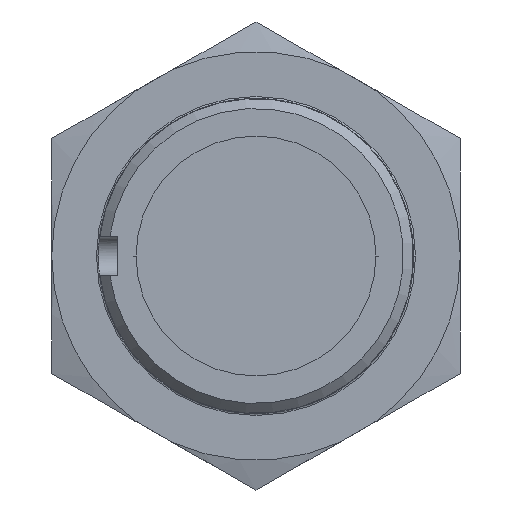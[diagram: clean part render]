
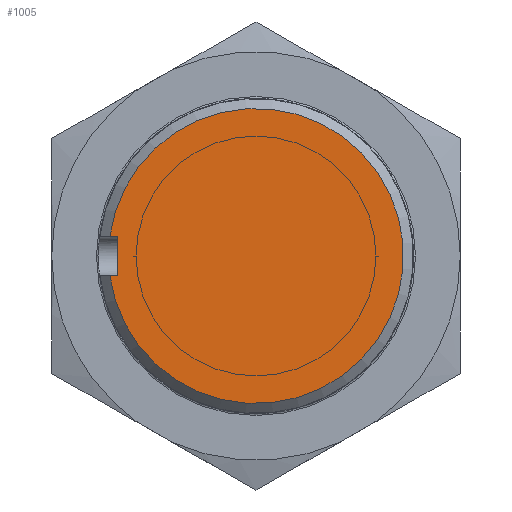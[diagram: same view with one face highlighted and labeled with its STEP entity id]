
A CAD part, front view. The second image highlights one B-rep face of the part: STEP entity #1005.
In plain terms, the highlighted planar face has unit normal (0, -1, 0).
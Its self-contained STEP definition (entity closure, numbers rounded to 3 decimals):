
#1=DIRECTION('',(0.,0.,1.));
#2=VECTOR('',#1,2.);
#3=CARTESIAN_POINT('',(-6.963,0.,-1.));
#4=LINE('',#3,#2);
#5=DIRECTION('',(1.,0.,0.));
#6=VECTOR('',#5,0.407);
#7=CARTESIAN_POINT('',(-7.37,0.,1.));
#8=LINE('',#7,#6);
#9=DIRECTION('',(1.,0.,0.));
#10=VECTOR('',#9,0.407);
#11=CARTESIAN_POINT('',(-7.37,0.,-1.));
#12=LINE('',#11,#10);
#33=CARTESIAN_POINT('',(0.,0.,0.));
#34=DIRECTION('',(0.,-1.,0.));
#35=DIRECTION('',(-0.991,0.,-0.134));
#36=AXIS2_PLACEMENT_3D('',#33,#34,#35);
#869=CARTESIAN_POINT('',(-6.963,0.,-1.));
#870=CARTESIAN_POINT('',(-6.963,0.,1.));
#871=VERTEX_POINT('',#869);
#872=VERTEX_POINT('',#870);
#873=CARTESIAN_POINT('',(-7.37,0.,1.));
#874=VERTEX_POINT('',#873);
#875=CARTESIAN_POINT('',(-7.37,0.,-1.));
#876=VERTEX_POINT('',#875);
#990=CARTESIAN_POINT('',(0.,0.,0.));
#991=DIRECTION('',(0.,-1.,0.));
#992=DIRECTION('',(-1.,0.,0.));
#993=AXIS2_PLACEMENT_3D('',#990,#991,#992);
#994=PLANE('',#993);
#996=ORIENTED_EDGE('',*,*,#995,.T.);
#998=ORIENTED_EDGE('',*,*,#997,.F.);
#1000=ORIENTED_EDGE('',*,*,#999,.F.);
#1002=ORIENTED_EDGE('',*,*,#1001,.T.);
#1003=EDGE_LOOP('',(#996,#998,#1000,#1002));
#1004=FACE_OUTER_BOUND('',#1003,.F.);
#37=CIRCLE('',#36,7.438);
#995=EDGE_CURVE('',#871,#872,#4,.T.);
#997=EDGE_CURVE('',#874,#872,#8,.T.);
#999=EDGE_CURVE('',#876,#874,#37,.T.);
#1001=EDGE_CURVE('',#876,#871,#12,.T.);
#1005=ADVANCED_FACE('',(#1004),#994,.T.);
